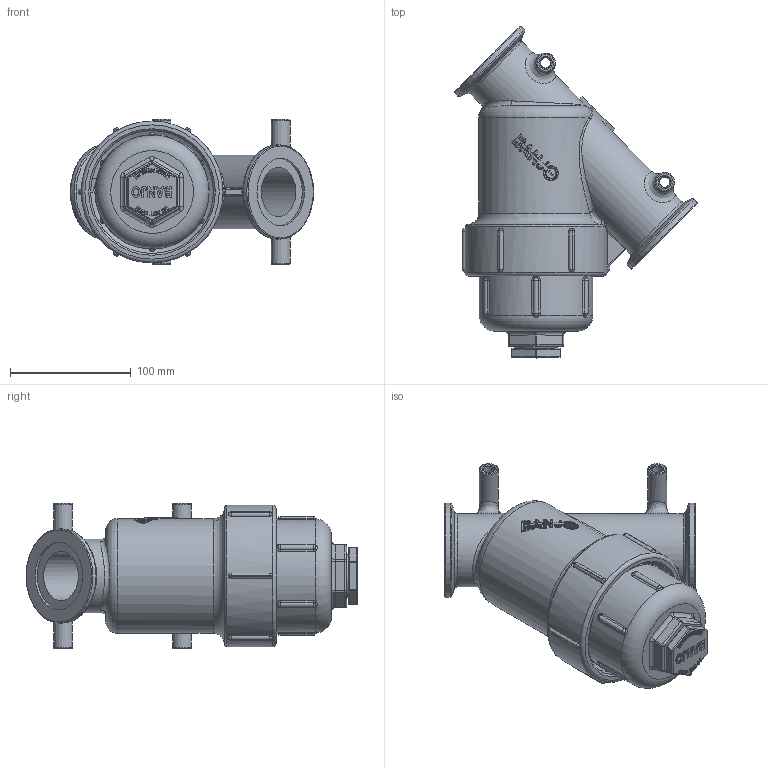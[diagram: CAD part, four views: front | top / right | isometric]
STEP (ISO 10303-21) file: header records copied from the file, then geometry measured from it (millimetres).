
FILE_DESCRIPTION(/* description */ ('2" LINE STRAINER BODY w/ Mount'),/* implementation_level */ '2;1');
FILE_NAME(/* name */ 'MLS200-50M.stp',/* time_stamp */ '2014-04-25T08:17:39-04:00',/* author */ ('areid'),/* organization */ (''),/* preprocessor_version */ 'ST-DEVELOPER v15.2',/* originating_system */ 'Autodesk Inventor 2014',/* authorisation */ '');
FILE_SCHEMA (('AUTOMOTIVE_DESIGN { 1 0 10303 214 3 1 1 }'));
Length unit declared in the file: inch
Products named in the file (8): MLS200BB; LS150XC; LSQ200-PL; LSQ200-R; LS150-C; LS150-G; LS250; MLS200-50M
Bounding box: 201.59 x 275.28 x 120.65 mm (x, y, z)
Volume: 959838.2 mm3; surface area: 325703 mm2
Topology: 5 solids, 6 shells, 1347 faces, 3484 edges, 2234 vertices
Faces by surface type: plane 659, bspline 310, cylinder 251, sphere 58, torus 46, cone 23
Full cylindrical faces by diameter (mm): 19.05 x1, 33.401 x1, 40.64 x2, 55.626 x3, 60.452 x1, 60.96 x2, 66.04 x1, 67.716 x2, 76.2 x1, 77.978 x2, 79.375 x1, 82.728 x1, 85.852 x1, 86.233 x1, 91.567 x1, 94.038 x3, 101.854 x3, 117.475 x1
Entity records: 50279 total; most frequent: CARTESIAN_POINT 19630, ORIENTED_EDGE 6718, DIRECTION 5530, EDGE_CURVE 3359, VERTEX_POINT 2200, AXIS2_PLACEMENT_3D 1921, LINE 1688, VECTOR 1688
